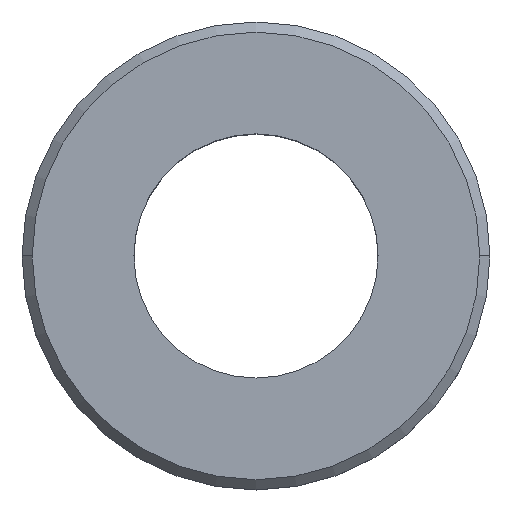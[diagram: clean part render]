
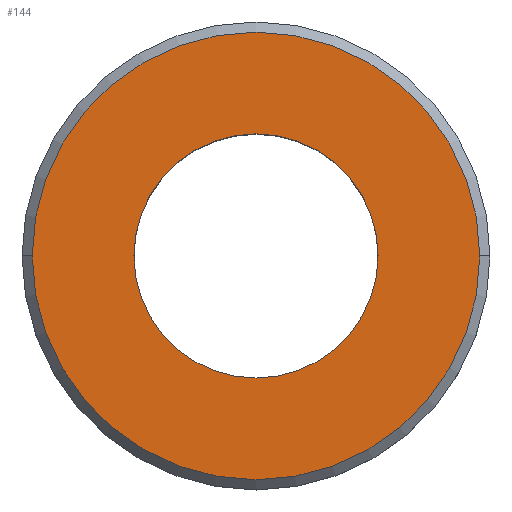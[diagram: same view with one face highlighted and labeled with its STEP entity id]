
A CAD part, top view. The second image highlights one B-rep face of the part: STEP entity #144.
In plain terms, the highlighted planar face has unit normal (0, 0, 1).
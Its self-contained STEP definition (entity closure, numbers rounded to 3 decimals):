
#86=EDGE_CURVE('',#152,#162,#199,.T.);
#88=VERTEX_POINT('',#201);
#98=EDGE_CURVE('',#88,#164,#213,.T.);
#102=EDGE_CURVE('',#162,#152,#218,.T.);
#144=ADVANCED_FACE('',(#266,#267),#268,.T.);
#152=VERTEX_POINT('',#277);
#154=EDGE_CURVE('',#164,#88,#279,.T.);
#162=VERTEX_POINT('',#288);
#164=VERTEX_POINT('',#290);
#199=CIRCLE('',#321,11.0);
#201=CARTESIAN_POINT('',(6.0,0.,3.));
#213=CIRCLE('',#340,6.0);
#218=CIRCLE('',#346,11.0);
#266=FACE_OUTER_BOUND('',#405,.T.);
#267=FACE_BOUND('',#406,.T.);
#268=PLANE('',#407);
#277=CARTESIAN_POINT('',(11.0,0.,3.));
#279=CIRCLE('',#419,6.0);
#288=CARTESIAN_POINT('',(-11.0,0.,3.));
#290=CARTESIAN_POINT('',(-6.0,0.,3.));
#321=AXIS2_PLACEMENT_3D('',#457,#458,#459);
#340=AXIS2_PLACEMENT_3D('',#475,#476,#477);
#346=AXIS2_PLACEMENT_3D('',#486,#487,#488);
#405=EDGE_LOOP('',(#543,#544));
#406=EDGE_LOOP('',(#545,#546));
#407=AXIS2_PLACEMENT_3D('',#547,#548,#549);
#419=AXIS2_PLACEMENT_3D('',#562,#563,#564);
#457=CARTESIAN_POINT('',(0.0,0.,3.));
#458=DIRECTION('',(0.0,0.0,-1.0));
#459=DIRECTION('',(1.0,0.,0.0));
#475=CARTESIAN_POINT('',(0.0,0.,3.));
#476=DIRECTION('',(0.0,0.0,-1.0));
#477=DIRECTION('',(1.0,0.,0.0));
#486=CARTESIAN_POINT('',(0.0,0.,3.));
#487=DIRECTION('',(0.0,0.0,-1.0));
#488=DIRECTION('',(1.0,0.,0.0));
#543=ORIENTED_EDGE('',*,*,#86,.F.);
#544=ORIENTED_EDGE('',*,*,#102,.F.);
#545=ORIENTED_EDGE('',*,*,#98,.T.);
#546=ORIENTED_EDGE('',*,*,#154,.T.);
#547=CARTESIAN_POINT('',(8.5,0.,3.));
#548=DIRECTION('',(0.0,0.0,1.0));
#549=DIRECTION('',(-1.0,0.,0.0));
#562=CARTESIAN_POINT('',(0.0,0.,3.));
#563=DIRECTION('',(0.0,0.0,-1.0));
#564=DIRECTION('',(1.0,0.,0.0));
